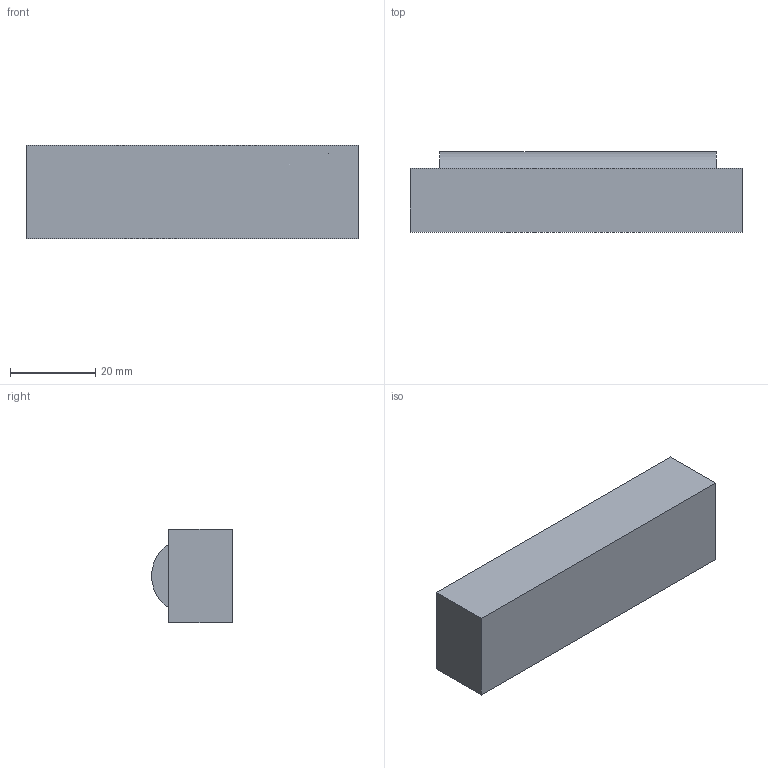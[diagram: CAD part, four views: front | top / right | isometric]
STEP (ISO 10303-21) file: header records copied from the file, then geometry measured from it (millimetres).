
FILE_DESCRIPTION(/* description */ (''),/* implementation_level */ '2;1');
FILE_NAME(/* name */ 'BatteryHolder_18650_v1.step',/* time_stamp */ '2024-07-16T17:52:02-04:00',/* author */ (''),/* organization */ (''),/* preprocessor_version */ 'ST-DEVELOPER v20',/* originating_system */ 'Autodesk Translation Framework v12.20.1.177',/* authorisation */ '');
FILE_SCHEMA (('AUTOMOTIVE_DESIGN { 1 0 10303 214 3 1 1 }'));
Length unit declared in the file: millimetre
Products named in the file (3): BatteryHolder_18650; BatteryCell; BatteryHolder
Assembly tree (2 placements, depth 2):
  BatteryHolder_18650
    BatteryCell
    BatteryHolder
Bounding box: 78 x 19 x 22 mm (x, y, z)
Surface area: 10616.6 mm2
Topology: 2 solids, 2 shells, 9 faces, 15 edges, 10 vertices
Faces by surface type: plane 8, cylinder 1
Full cylindrical faces by diameter (mm): 18 x1
Entity records: 304 total; most frequent: DIRECTION 45, CARTESIAN_POINT 39, ORIENTED_EDGE 30, AXIS2_PLACEMENT_3D 16, EDGE_CURVE 15, LINE 13, VECTOR 13, VERTEX_POINT 10
